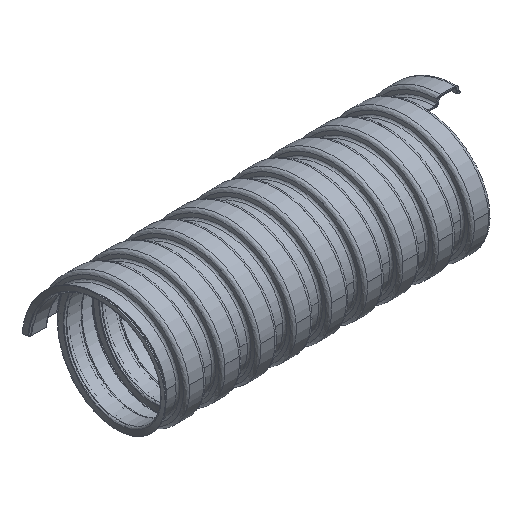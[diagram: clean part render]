
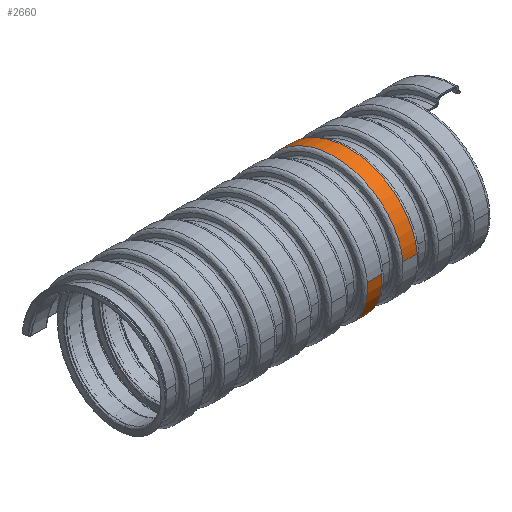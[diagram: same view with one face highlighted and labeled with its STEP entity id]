
A CAD part, isometric view. The second image highlights one B-rep face of the part: STEP entity #2660.
In plain terms, the highlighted cylindrical face has radius 17.85 mm (diameter 35.7 mm), a full revolution.
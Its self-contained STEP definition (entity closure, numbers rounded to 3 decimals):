
#258=FACE_OUTER_BOUND('',#390,.T.);
#390=EDGE_LOOP('',(#2121,#2122,#2123,#2124));
#609=B_SPLINE_CURVE_WITH_KNOTS('',3,(#15498,#15499,#15500,#15501,#15502,
#15503,#15504,#15505,#15506,#15507,#15508,#15509,#15510,#15511,#15512,#15513),
 .UNSPECIFIED.,.F.,.F.,(4,1,1,1,1,1,1,1,1,1,1,1,1,4),(34.558,
35.018,35.511,36.005,36.498,36.991,
37.484,37.977,38.471,38.964,39.457,
39.95,40.443,40.841),.UNSPECIFIED.);
#610=B_SPLINE_CURVE_WITH_KNOTS('',3,(#15514,#15515,#15516,#15517,#15518,
#15519,#15520,#15521,#15522,#15523,#15524,#15525,#15526,#15527,#15528,#15529),
 .UNSPECIFIED.,.F.,.F.,(4,1,1,1,1,1,1,1,1,1,1,1,1,4),(34.558,
35.018,35.511,36.005,36.498,36.991,
37.484,37.977,38.471,38.964,39.457,
39.95,40.443,40.841),.UNSPECIFIED.);
#749=LINE('',#15459,#883);
#750=LINE('',#15497,#884);
#883=VECTOR('',#3276,17.85);
#884=VECTOR('',#3279,17.85);
#1127=VERTEX_POINT('',#15457);
#1128=VERTEX_POINT('',#15458);
#1129=VERTEX_POINT('',#15495);
#1130=VERTEX_POINT('',#15496);
#1483=EDGE_CURVE('',#1127,#1128,#749,.T.);
#1486=EDGE_CURVE('',#1129,#1130,#750,.T.);
#1487=EDGE_CURVE('',#1127,#1129,#609,.T.);
#1488=EDGE_CURVE('',#1128,#1130,#610,.T.);
#2121=ORIENTED_EDGE('',*,*,#1486,.F.);
#2122=ORIENTED_EDGE('',*,*,#1487,.F.);
#2123=ORIENTED_EDGE('',*,*,#1483,.T.);
#2124=ORIENTED_EDGE('',*,*,#1488,.T.);
#2408=CYLINDRICAL_SURFACE('',#2871,17.85);
#2660=ADVANCED_FACE('',(#258),#2408,.T.);
#2871=AXIS2_PLACEMENT_3D('',#15494,#3277,#3278);
#3276=DIRECTION('',(-1.,0.,0.));
#3277=DIRECTION('center_axis',(1.,0.,0.));
#3278=DIRECTION('ref_axis',(0.,1.,0.));
#3279=DIRECTION('',(-1.,0.,0.));
#15457=CARTESIAN_POINT('',(62.836,-17.851,0.));
#15458=CARTESIAN_POINT('',(58.937,-17.851,0.));
#15459=CARTESIAN_POINT('',(9.651,-17.85,0.));
#15494=CARTESIAN_POINT('Origin',(9.651,0.,
0.));
#15495=CARTESIAN_POINT('',(72.506,-17.85,0.));
#15496=CARTESIAN_POINT('',(68.607,-17.85,0.));
#15497=CARTESIAN_POINT('',(9.651,-17.85,0.));
#15498=CARTESIAN_POINT('Ctrl Pts',(62.836,-17.851,0.));
#15499=CARTESIAN_POINT('Ctrl Pts',(63.072,-17.85,-2.74));
#15500=CARTESIAN_POINT('Ctrl Pts',(63.562,-16.523,-8.415));
#15501=CARTESIAN_POINT('Ctrl Pts',(64.304,-10.756,-15.162));
#15502=CARTESIAN_POINT('Ctrl Pts',(65.063,-2.296,-18.448));
#15503=CARTESIAN_POINT('Ctrl Pts',(65.822,6.712,-17.336));
#15504=CARTESIAN_POINT('Ctrl Pts',(66.581,14.12,-12.092));
#15505=CARTESIAN_POINT('Ctrl Pts',(67.34,18.162,-3.966));
#15506=CARTESIAN_POINT('Ctrl Pts',(68.099,17.875,5.106));
#15507=CARTESIAN_POINT('Ctrl Pts',(68.858,13.327,12.961));
#15508=CARTESIAN_POINT('Ctrl Pts',(69.617,5.603,17.726));
#15509=CARTESIAN_POINT('Ctrl Pts',(70.377,-3.458,18.266));
#15510=CARTESIAN_POINT('Ctrl Pts',(71.136,-11.694,14.452));
#15511=CARTESIAN_POINT('Ctrl Pts',(71.845,-16.789,7.663));
#15512=CARTESIAN_POINT('Ctrl Pts',(72.302,-17.848,2.363));
#15513=CARTESIAN_POINT('Ctrl Pts',(72.506,-17.85,0.));
#15514=CARTESIAN_POINT('Ctrl Pts',(58.937,-17.851,0.));
#15515=CARTESIAN_POINT('Ctrl Pts',(59.174,-17.85,-2.74));
#15516=CARTESIAN_POINT('Ctrl Pts',(59.663,-16.523,-8.415));
#15517=CARTESIAN_POINT('Ctrl Pts',(60.405,-10.756,-15.162));
#15518=CARTESIAN_POINT('Ctrl Pts',(61.164,-2.296,-18.448));
#15519=CARTESIAN_POINT('Ctrl Pts',(61.923,6.712,-17.336));
#15520=CARTESIAN_POINT('Ctrl Pts',(62.682,14.12,-12.092));
#15521=CARTESIAN_POINT('Ctrl Pts',(63.442,18.162,-3.966));
#15522=CARTESIAN_POINT('Ctrl Pts',(64.201,17.875,5.106));
#15523=CARTESIAN_POINT('Ctrl Pts',(64.96,13.327,12.961));
#15524=CARTESIAN_POINT('Ctrl Pts',(65.719,5.603,17.726));
#15525=CARTESIAN_POINT('Ctrl Pts',(66.478,-3.458,18.266));
#15526=CARTESIAN_POINT('Ctrl Pts',(67.237,-11.694,14.452));
#15527=CARTESIAN_POINT('Ctrl Pts',(67.947,-16.789,7.663));
#15528=CARTESIAN_POINT('Ctrl Pts',(68.404,-17.848,2.363));
#15529=CARTESIAN_POINT('Ctrl Pts',(68.607,-17.85,0.));
